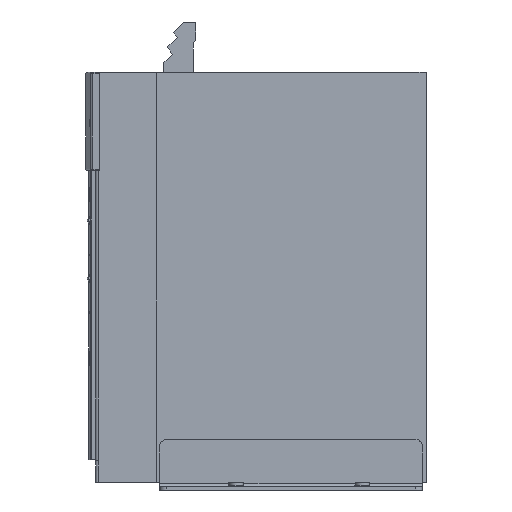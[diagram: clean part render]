
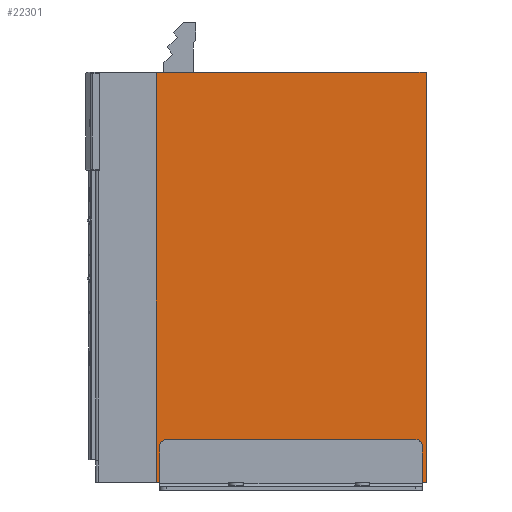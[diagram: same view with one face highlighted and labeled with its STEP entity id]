
A CAD part, left-side view. The second image highlights one B-rep face of the part: STEP entity #22301.
In plain terms, the highlighted planar face has unit normal (-1, 0, 0).
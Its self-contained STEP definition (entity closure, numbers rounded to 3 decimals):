
#22288=AXIS2_PLACEMENT_3D('Plane Axis2P3D',#22285,#22286,#22287) ;
#20810=CARTESIAN_POINT('Vertex',(-384.,0.,325.)) ;
#20813=CARTESIAN_POINT('Line Origine',(-384.,0.,162.5)) ;
#20817=CARTESIAN_POINT('Vertex',(-384.,0.,0.)) ;
#21954=CARTESIAN_POINT('Line Origine',(-384.,214.,162.5)) ;
#21958=CARTESIAN_POINT('Vertex',(-384.,214.,0.)) ;
#21960=CARTESIAN_POINT('Vertex',(-384.,214.,325.)) ;
#22269=CARTESIAN_POINT('Line Origine',(-384.,107.,325.)) ;
#22285=CARTESIAN_POINT('Axis2P3D Location',(-384.,0.,0.)) ;
#22290=CARTESIAN_POINT('Line Origine',(-384.,107.,0.)) ;
#20814=DIRECTION('Vector Direction',(0.,0.,1.)) ;
#21955=DIRECTION('Vector Direction',(0.,0.,-1.)) ;
#22270=DIRECTION('Vector Direction',(0.,1.,0.)) ;
#22286=DIRECTION('Axis2P3D Direction',(-1.,0.,0.)) ;
#22287=DIRECTION('Axis2P3D XDirection',(0.,0.,1.)) ;
#22291=DIRECTION('Vector Direction',(0.,1.,0.)) ;
#20815=VECTOR('Line Direction',#20814,1.) ;
#21956=VECTOR('Line Direction',#21955,1.) ;
#22271=VECTOR('Line Direction',#22270,1.) ;
#22292=VECTOR('Line Direction',#22291,1.) ;
#22296=ORIENTED_EDGE('',*,*,#22294,.F.) ;
#22297=ORIENTED_EDGE('',*,*,#20819,.T.) ;
#22298=ORIENTED_EDGE('',*,*,#22273,.T.) ;
#22299=ORIENTED_EDGE('',*,*,#21962,.F.) ;
#22301=ADVANCED_FACE('RX0153002_1PA_001_00_PARTE_N2_IV.1',(#22300),#22289,.T.) ;
#20819=EDGE_CURVE('',#20818,#20811,#20816,.T.) ;
#21962=EDGE_CURVE('',#21959,#21961,#21957,.F.) ;
#22273=EDGE_CURVE('',#20811,#21961,#22272,.T.) ;
#22294=EDGE_CURVE('',#20818,#21959,#22293,.T.) ;
#22295=EDGE_LOOP('',(#22296,#22297,#22298,#22299)) ;
#22300=FACE_OUTER_BOUND('',#22295,.T.) ;
#20816=LINE('Line',#20813,#20815) ;
#21957=LINE('Line',#21954,#21956) ;
#22272=LINE('Line',#22269,#22271) ;
#22293=LINE('Line',#22290,#22292) ;
#22289=PLANE('',#22288) ;
#20811=VERTEX_POINT('',#20810) ;
#20818=VERTEX_POINT('',#20817) ;
#21959=VERTEX_POINT('',#21958) ;
#21961=VERTEX_POINT('',#21960) ;
